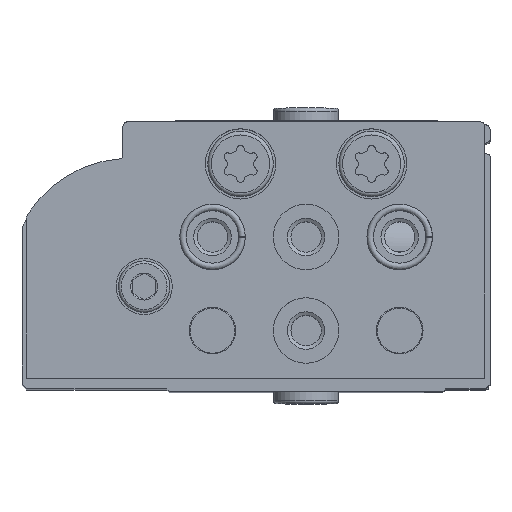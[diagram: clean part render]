
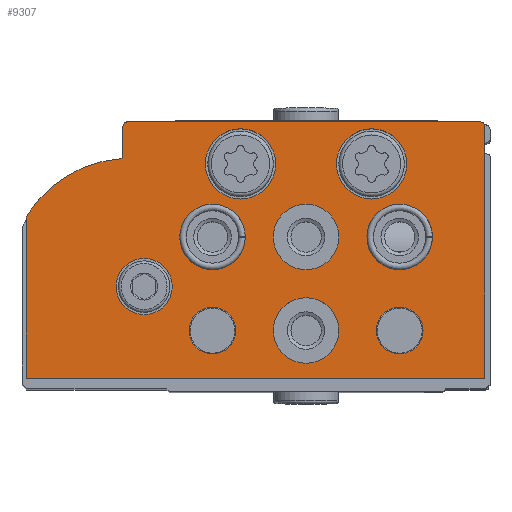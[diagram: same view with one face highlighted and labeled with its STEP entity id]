
A CAD part, top view. The second image highlights one B-rep face of the part: STEP entity #9307.
In plain terms, the highlighted face is planar.
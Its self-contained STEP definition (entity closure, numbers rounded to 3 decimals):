
#271=PLANE('',#10502);
#800=CIRCLE('',#10488,0.5);
#801=CIRCLE('',#10493,1.);
#802=CIRCLE('',#10495,13.);
#803=CIRCLE('',#10497,0.3);
#804=CIRCLE('',#10500,0.5);
#805=CIRCLE('',#10503,3.);
#806=CIRCLE('',#10504,3.75);
#807=CIRCLE('',#10505,3.75);
#808=CIRCLE('',#10506,3.5);
#809=CIRCLE('',#10507,3.5);
#810=CIRCLE('',#10508,3.5);
#811=CIRCLE('',#10509,3.5);
#812=CIRCLE('',#10510,2.5);
#813=CIRCLE('',#10511,2.5);
#1491=LINE('',#15985,#2145);
#1493=LINE('',#15989,#2147);
#1495=LINE('',#15993,#2149);
#1500=LINE('',#16009,#2154);
#1503=LINE('',#16017,#2157);
#2145=VECTOR('',#12929,1000.);
#2147=VECTOR('',#12933,1000.);
#2149=VECTOR('',#12937,1000.);
#2154=VECTOR('',#12956,1000.);
#2157=VECTOR('',#12965,1000.);
#4069=ORIENTED_EDGE('',*,*,#5779,.T.);
#4070=ORIENTED_EDGE('',*,*,#5780,.T.);
#4071=ORIENTED_EDGE('',*,*,#5781,.T.);
#4072=ORIENTED_EDGE('',*,*,#5782,.T.);
#4073=ORIENTED_EDGE('',*,*,#5783,.T.);
#4074=ORIENTED_EDGE('',*,*,#5784,.T.);
#4075=ORIENTED_EDGE('',*,*,#5785,.T.);
#4076=ORIENTED_EDGE('',*,*,#5786,.T.);
#4077=ORIENTED_EDGE('',*,*,#5787,.T.);
#4078=ORIENTED_EDGE('',*,*,#5758,.F.);
#4079=ORIENTED_EDGE('',*,*,#5777,.F.);
#4080=ORIENTED_EDGE('',*,*,#5775,.F.);
#4081=ORIENTED_EDGE('',*,*,#5773,.F.);
#4082=ORIENTED_EDGE('',*,*,#5771,.T.);
#4083=ORIENTED_EDGE('',*,*,#5769,.F.);
#4084=ORIENTED_EDGE('',*,*,#5767,.F.);
#4085=ORIENTED_EDGE('',*,*,#5765,.F.);
#4086=ORIENTED_EDGE('',*,*,#5763,.F.);
#4087=ORIENTED_EDGE('',*,*,#5761,.F.);
#5758=EDGE_CURVE('',#6794,#6795,#800,.T.);
#5761=EDGE_CURVE('',#6795,#6796,#1491,.T.);
#5763=EDGE_CURVE('',#6796,#6797,#1493,.T.);
#5765=EDGE_CURVE('',#6797,#6798,#1495,.T.);
#5767=EDGE_CURVE('',#6798,#6799,#801,.T.);
#5769=EDGE_CURVE('',#6799,#6800,#802,.T.);
#5771=EDGE_CURVE('',#6801,#6800,#803,.T.);
#5773=EDGE_CURVE('',#6801,#6802,#1500,.T.);
#5775=EDGE_CURVE('',#6802,#6803,#804,.T.);
#5777=EDGE_CURVE('',#6803,#6794,#1503,.T.);
#5779=EDGE_CURVE('',#6804,#6804,#805,.T.);
#5780=EDGE_CURVE('',#6805,#6805,#806,.T.);
#5781=EDGE_CURVE('',#6806,#6806,#807,.T.);
#5782=EDGE_CURVE('',#6807,#6807,#808,.T.);
#5783=EDGE_CURVE('',#6808,#6808,#809,.T.);
#5784=EDGE_CURVE('',#6809,#6809,#810,.T.);
#5785=EDGE_CURVE('',#6810,#6810,#811,.T.);
#5786=EDGE_CURVE('',#6811,#6811,#812,.T.);
#5787=EDGE_CURVE('',#6812,#6812,#813,.T.);
#6794=VERTEX_POINT('',#15980);
#6795=VERTEX_POINT('',#15981);
#6796=VERTEX_POINT('',#15986);
#6797=VERTEX_POINT('',#15990);
#6798=VERTEX_POINT('',#15994);
#6799=VERTEX_POINT('',#15998);
#6800=VERTEX_POINT('',#16002);
#6801=VERTEX_POINT('',#16006);
#6802=VERTEX_POINT('',#16010);
#6803=VERTEX_POINT('',#16014);
#6804=VERTEX_POINT('',#16021);
#6805=VERTEX_POINT('',#16023);
#6806=VERTEX_POINT('',#16025);
#6807=VERTEX_POINT('',#16027);
#6808=VERTEX_POINT('',#16029);
#6809=VERTEX_POINT('',#16031);
#6810=VERTEX_POINT('',#16033);
#6811=VERTEX_POINT('',#16035);
#6812=VERTEX_POINT('',#16037);
#7555=EDGE_LOOP('',(#4069));
#7556=EDGE_LOOP('',(#4070));
#7557=EDGE_LOOP('',(#4071));
#7558=EDGE_LOOP('',(#4072));
#7559=EDGE_LOOP('',(#4073));
#7560=EDGE_LOOP('',(#4074));
#7561=EDGE_LOOP('',(#4075));
#7562=EDGE_LOOP('',(#4076));
#7563=EDGE_LOOP('',(#4077));
#7564=EDGE_LOOP('',(#4078,#4079,#4080,#4081,#4082,#4083,#4084,#4085,#4086,
#4087));
#8380=FACE_BOUND('',#7555,.T.);
#8381=FACE_BOUND('',#7556,.T.);
#8382=FACE_BOUND('',#7557,.T.);
#8383=FACE_BOUND('',#7558,.T.);
#8384=FACE_BOUND('',#7559,.T.);
#8385=FACE_BOUND('',#7560,.T.);
#8386=FACE_BOUND('',#7561,.T.);
#8387=FACE_BOUND('',#7562,.T.);
#8388=FACE_BOUND('',#7563,.T.);
#8389=FACE_BOUND('',#7564,.T.);
#9307=ADVANCED_FACE('',(#8380,#8381,#8382,#8383,#8384,#8385,#8386,#8387,
#8388,#8389),#271,.F.);
#10488=AXIS2_PLACEMENT_3D('',#15979,#12923,#12924);
#10493=AXIS2_PLACEMENT_3D('',#15997,#12941,#12942);
#10495=AXIS2_PLACEMENT_3D('',#16001,#12946,#12947);
#10497=AXIS2_PLACEMENT_3D('',#16005,#12951,#12952);
#10500=AXIS2_PLACEMENT_3D('',#16013,#12960,#12961);
#10502=AXIS2_PLACEMENT_3D('',#16019,#12967,#12968);
#10503=AXIS2_PLACEMENT_3D('',#16020,#12969,#12970);
#10504=AXIS2_PLACEMENT_3D('',#16022,#12971,#12972);
#10505=AXIS2_PLACEMENT_3D('',#16024,#12973,#12974);
#10506=AXIS2_PLACEMENT_3D('',#16026,#12975,#12976);
#10507=AXIS2_PLACEMENT_3D('',#16028,#12977,#12978);
#10508=AXIS2_PLACEMENT_3D('',#16030,#12979,#12980);
#10509=AXIS2_PLACEMENT_3D('',#16032,#12981,#12982);
#10510=AXIS2_PLACEMENT_3D('',#16034,#12983,#12984);
#10511=AXIS2_PLACEMENT_3D('',#16036,#12985,#12986);
#12923=DIRECTION('',(0.,0.,1.));
#12924=DIRECTION('',(1.,0.,0.));
#12929=DIRECTION('',(0.,-1.,0.));
#12933=DIRECTION('',(1.,0.,0.));
#12937=DIRECTION('',(0.,1.,0.));
#12941=DIRECTION('',(0.,0.,1.));
#12942=DIRECTION('',(1.,0.,0.));
#12946=DIRECTION('',(0.,0.,1.));
#12947=DIRECTION('',(1.,0.,0.));
#12951=DIRECTION('',(0.,0.,1.));
#12952=DIRECTION('',(1.,0.,0.));
#12956=DIRECTION('',(0.,1.,0.));
#12960=DIRECTION('',(0.,0.,1.));
#12961=DIRECTION('',(1.,0.,0.));
#12965=DIRECTION('',(-1.,0.,0.));
#12967=DIRECTION('',(0.,0.,1.));
#12968=DIRECTION('',(1.,0.,0.));
#12969=DIRECTION('',(0.,0.,1.));
#12970=DIRECTION('',(1.,0.,0.));
#12971=DIRECTION('',(0.,0.,1.));
#12972=DIRECTION('',(1.,0.,0.));
#12973=DIRECTION('',(0.,0.,1.));
#12974=DIRECTION('',(1.,0.,0.));
#12975=DIRECTION('',(0.,0.,1.));
#12976=DIRECTION('',(1.,0.,0.));
#12977=DIRECTION('',(0.,0.,1.));
#12978=DIRECTION('',(1.,0.,0.));
#12979=DIRECTION('',(0.,0.,1.));
#12980=DIRECTION('',(1.,0.,0.));
#12981=DIRECTION('',(0.,0.,1.));
#12982=DIRECTION('',(1.,0.,0.));
#12983=DIRECTION('',(0.,0.,1.));
#12984=DIRECTION('',(1.,0.,0.));
#12985=DIRECTION('',(0.,0.,1.));
#12986=DIRECTION('',(1.,0.,0.));
#15979=CARTESIAN_POINT('',(0.5,26.9,0.));
#15980=CARTESIAN_POINT('',(0.5,27.4,0.));
#15981=CARTESIAN_POINT('',(0.,26.9,0.));
#15985=CARTESIAN_POINT('',(0.,26.9,0.));
#15986=CARTESIAN_POINT('',(0.,0.,0.));
#15989=CARTESIAN_POINT('',(0.,0.,0.));
#15990=CARTESIAN_POINT('',(49.,0.,0.));
#15993=CARTESIAN_POINT('',(49.,0.,0.));
#15994=CARTESIAN_POINT('',(49.,16.98,0.));
#15997=CARTESIAN_POINT('',(48.,16.98,0.));
#15998=CARTESIAN_POINT('',(48.842,17.52,0.));
#16001=CARTESIAN_POINT('',(37.9,10.5,0.));
#16002=CARTESIAN_POINT('',(38.936,23.459,0.));
#16005=CARTESIAN_POINT('',(38.96,23.758,0.));
#16006=CARTESIAN_POINT('',(38.66,23.758,0.));
#16009=CARTESIAN_POINT('',(38.66,23.758,0.));
#16010=CARTESIAN_POINT('',(38.66,26.9,0.));
#16013=CARTESIAN_POINT('',(38.16,26.9,0.));
#16014=CARTESIAN_POINT('',(38.16,27.4,0.));
#16017=CARTESIAN_POINT('',(38.16,27.4,0.));
#16019=CARTESIAN_POINT('',(0.5,26.9,0.));
#16020=CARTESIAN_POINT('',(36.4,9.8,0.));
#16021=CARTESIAN_POINT('',(39.4,9.8,0.));
#16022=CARTESIAN_POINT('',(26.1,22.9,0.));
#16023=CARTESIAN_POINT('',(29.85,22.9,0.));
#16024=CARTESIAN_POINT('',(12.1,22.9,0.));
#16025=CARTESIAN_POINT('',(15.85,22.9,0.));
#16026=CARTESIAN_POINT('',(29.1,15.1,0.));
#16027=CARTESIAN_POINT('',(32.6,15.1,0.));
#16028=CARTESIAN_POINT('',(19.1,15.1,0.));
#16029=CARTESIAN_POINT('',(22.6,15.1,0.));
#16030=CARTESIAN_POINT('',(9.1,15.1,0.));
#16031=CARTESIAN_POINT('',(12.6,15.1,0.));
#16032=CARTESIAN_POINT('',(19.1,5.1,0.));
#16033=CARTESIAN_POINT('',(22.6,5.1,0.));
#16034=CARTESIAN_POINT('',(29.1,5.1,0.));
#16035=CARTESIAN_POINT('',(31.6,5.1,0.));
#16036=CARTESIAN_POINT('',(9.1,5.1,0.));
#16037=CARTESIAN_POINT('',(11.6,5.1,0.));
